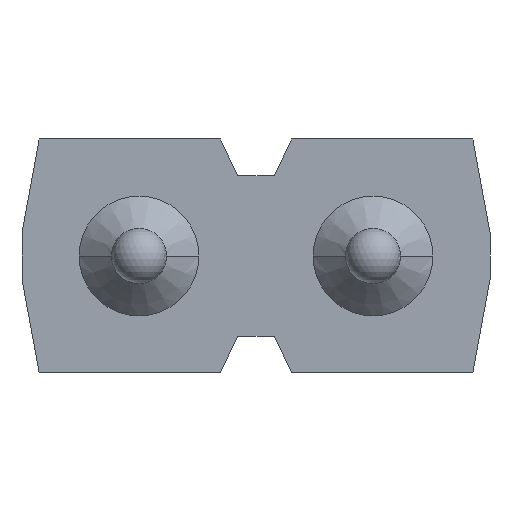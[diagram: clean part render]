
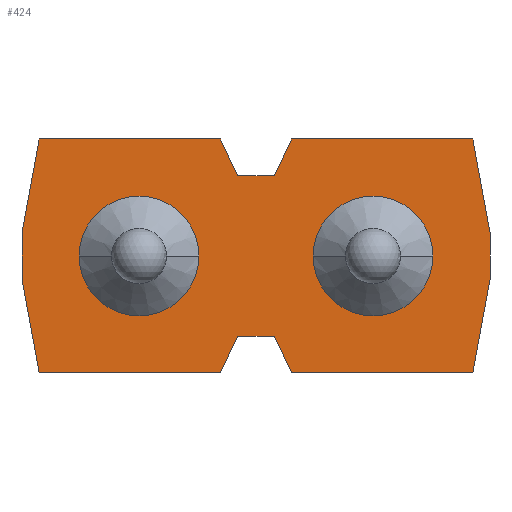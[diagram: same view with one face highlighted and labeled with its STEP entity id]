
A CAD part, front view. The second image highlights one B-rep face of the part: STEP entity #424.
In plain terms, the highlighted planar face has unit normal (0, -1, 0).
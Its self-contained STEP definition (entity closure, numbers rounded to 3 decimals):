
#286=EDGE_CURVE('',#480,#430,#827,.T.);
#292=VERTEX_POINT('',#833);
#304=VERTEX_POINT('',#847);
#338=EDGE_CURVE('',#722,#372,#884,.T.);
#340=EDGE_CURVE('',#304,#430,#886,.T.);
#346=EDGE_CURVE('',#372,#722,#894,.T.);
#354=EDGE_CURVE('',#488,#446,#903,.T.);
#368=VERTEX_POINT('',#918);
#370=EDGE_CURVE('',#784,#526,#920,.T.);
#372=VERTEX_POINT('',#922);
#394=VERTEX_POINT('',#950);
#422=EDGE_CURVE('',#368,#738,#982,.T.);
#424=ADVANCED_FACE('',(#984,#985,#986),#987,.F.);
#430=VERTEX_POINT('',#993);
#442=EDGE_CURVE('',#584,#710,#1006,.T.);
#446=VERTEX_POINT('',#1010);
#464=EDGE_CURVE('',#540,#784,#1029,.T.);
#480=VERTEX_POINT('',#1045);
#488=VERTEX_POINT('',#1053);
#498=EDGE_CURVE('',#540,#516,#1065,.T.);
#516=VERTEX_POINT('',#1083);
#524=EDGE_CURVE('',#516,#292,#1092,.T.);
#526=VERTEX_POINT('',#1094);
#540=VERTEX_POINT('',#1108);
#576=EDGE_CURVE('',#394,#304,#1149,.T.);
#584=VERTEX_POINT('',#1157);
#592=VERTEX_POINT('',#1165);
#608=EDGE_CURVE('',#394,#790,#1183,.T.);
#628=EDGE_CURVE('',#592,#292,#1203,.T.);
#630=EDGE_CURVE('',#446,#698,#1205,.T.);
#658=EDGE_CURVE('',#710,#584,#1236,.T.);
#698=VERTEX_POINT('',#1281);
#710=VERTEX_POINT('',#1294);
#718=EDGE_CURVE('',#488,#480,#1303,.T.);
#722=VERTEX_POINT('',#1307);
#738=VERTEX_POINT('',#1324);
#756=EDGE_CURVE('',#738,#592,#1346,.T.);
#758=EDGE_CURVE('',#526,#790,#1348,.T.);
#784=VERTEX_POINT('',#1375);
#790=VERTEX_POINT('',#1382);
#802=EDGE_CURVE('',#698,#368,#1397,.T.);
#827=LINE('',#1413,#1414);
#833=CARTESIAN_POINT('',(-2.353,0.,1.27));
#847=CARTESIAN_POINT('',(0.387,0.,-1.27));
#884=CIRCLE('',#1494,0.65);
#886=LINE('',#1497,#1498);
#894=CIRCLE('',#1507,0.65);
#903=LINE('',#1517,#1518);
#918=CARTESIAN_POINT('',(0.2,0.,0.87));
#920=LINE('',#1540,#1541);
#922=CARTESIAN_POINT('',(1.92,0.,0.));
#950=CARTESIAN_POINT('',(0.2,0.,-0.87));
#982=LINE('',#1612,#1613);
#984=FACE_BOUND('',#1615,.T.);
#985=FACE_BOUND('',#1616,.T.);
#986=FACE_OUTER_BOUND('',#1617,.T.);
#987=PLANE('',#1618);
#993=CARTESIAN_POINT('',(2.353,0.,-1.27));
#1006=CIRCLE('',#1645,0.65);
#1010=CARTESIAN_POINT('',(2.353,0.,1.27));
#1029=LINE('',#1676,#1677);
#1045=CARTESIAN_POINT('',(2.54,0.,-0.25));
#1053=CARTESIAN_POINT('',(2.54,0.,0.25));
#1065=LINE('',#1725,#1726);
#1083=CARTESIAN_POINT('',(-2.54,0.,0.25));
#1092=LINE('',#1764,#1765);
#1094=CARTESIAN_POINT('',(-0.387,0.,-1.27));
#1108=CARTESIAN_POINT('',(-2.54,0.,-0.25));
#1149=LINE('',#1839,#1840);
#1157=CARTESIAN_POINT('',(-1.92,0.,0.));
#1165=CARTESIAN_POINT('',(-0.387,0.,1.27));
#1183=LINE('',#1882,#1883);
#1203=LINE('',#1912,#1913);
#1205=LINE('',#1916,#1917);
#1236=CIRCLE('',#1958,0.65);
#1281=CARTESIAN_POINT('',(0.387,0.,1.27));
#1294=CARTESIAN_POINT('',(-0.62,0.,0.));
#1303=LINE('',#2042,#2043);
#1307=CARTESIAN_POINT('',(0.62,0.,0.));
#1324=CARTESIAN_POINT('',(-0.2,0.,0.87));
#1346=LINE('',#2099,#2100);
#1348=LINE('',#2103,#2104);
#1375=CARTESIAN_POINT('',(-2.353,0.,-1.27));
#1382=CARTESIAN_POINT('',(-0.2,0.,-0.87));
#1397=LINE('',#2174,#2175);
#1413=CARTESIAN_POINT('',(2.54,0.,-0.25));
#1414=VECTOR('',#2186,1.0);
#1494=AXIS2_PLACEMENT_3D('',#2254,#2255,#2256);
#1497=CARTESIAN_POINT('',(0.387,0.,-1.27));
#1498=VECTOR('',#2257,1.0);
#1507=AXIS2_PLACEMENT_3D('',#2276,#2277,#2278);
#1517=CARTESIAN_POINT('',(2.54,0.,0.25));
#1518=VECTOR('',#2288,1.0);
#1540=CARTESIAN_POINT('',(-2.353,0.,-1.27));
#1541=VECTOR('',#2301,1.0);
#1612=CARTESIAN_POINT('',(0.2,0.,0.87));
#1613=VECTOR('',#2395,1.0);
#1615=EDGE_LOOP('',(#2397,#2398));
#1616=EDGE_LOOP('',(#2399,#2400));
#1617=EDGE_LOOP('',(#2401,#2402,#2403,#2404,#2405,#2406,#2407,#2408,#2409,#2410,#2411,#2412,#2413,#2414,#2415,#2416));
#1618=AXIS2_PLACEMENT_3D('',#2417,#2418,#2419);
#1645=AXIS2_PLACEMENT_3D('',#2439,#2440,#2441);
#1676=CARTESIAN_POINT('',(-2.54,0.,-0.25));
#1677=VECTOR('',#2457,1.0);
#1725=CARTESIAN_POINT('',(-2.54,0.,0.));
#1726=VECTOR('',#2492,1.0);
#1764=CARTESIAN_POINT('',(-2.54,0.,0.25));
#1765=VECTOR('',#2521,1.0);
#1839=CARTESIAN_POINT('',(0.2,0.,-0.87));
#1840=VECTOR('',#2589,1.0);
#1882=CARTESIAN_POINT('',(0.2,0.,-0.87));
#1883=VECTOR('',#2623,1.0);
#1912=CARTESIAN_POINT('',(-0.387,0.,1.27));
#1913=VECTOR('',#2633,1.0);
#1916=CARTESIAN_POINT('',(2.353,0.,1.27));
#1917=VECTOR('',#2634,1.0);
#1958=AXIS2_PLACEMENT_3D('',#2677,#2678,#2679);
#2042=CARTESIAN_POINT('',(2.54,0.0,0.0));
#2043=VECTOR('',#2760,1.0);
#2099=CARTESIAN_POINT('',(-0.2,0.,0.87));
#2100=VECTOR('',#2817,1.0);
#2103=CARTESIAN_POINT('',(-0.387,0.,-1.27));
#2104=VECTOR('',#2818,1.0);
#2174=CARTESIAN_POINT('',(0.387,0.,1.27));
#2175=VECTOR('',#2885,1.0);
#2186=DIRECTION('',(-0.18,0.,-0.984));
#2254=CARTESIAN_POINT('',(1.27,0.0,0.0));
#2255=DIRECTION('',(-0.0,1.0,0.));
#2256=DIRECTION('',(1.0,0.0,0.0));
#2257=DIRECTION('',(1.0,0.0,0.0));
#2276=CARTESIAN_POINT('',(1.27,0.0,0.0));
#2277=DIRECTION('',(-0.0,1.0,0.));
#2278=DIRECTION('',(1.0,0.0,0.0));
#2288=DIRECTION('',(-0.18,0.,0.984));
#2301=DIRECTION('',(1.0,0.0,0.0));
#2395=DIRECTION('',(-1.0,0.0,0.0));
#2397=ORIENTED_EDGE('',*,*,#338,.T.);
#2398=ORIENTED_EDGE('',*,*,#346,.T.);
#2399=ORIENTED_EDGE('',*,*,#442,.T.);
#2400=ORIENTED_EDGE('',*,*,#658,.T.);
#2401=ORIENTED_EDGE('',*,*,#756,.T.);
#2402=ORIENTED_EDGE('',*,*,#628,.T.);
#2403=ORIENTED_EDGE('',*,*,#524,.F.);
#2404=ORIENTED_EDGE('',*,*,#498,.F.);
#2405=ORIENTED_EDGE('',*,*,#464,.T.);
#2406=ORIENTED_EDGE('',*,*,#370,.T.);
#2407=ORIENTED_EDGE('',*,*,#758,.T.);
#2408=ORIENTED_EDGE('',*,*,#608,.F.);
#2409=ORIENTED_EDGE('',*,*,#576,.T.);
#2410=ORIENTED_EDGE('',*,*,#340,.T.);
#2411=ORIENTED_EDGE('',*,*,#286,.F.);
#2412=ORIENTED_EDGE('',*,*,#718,.F.);
#2413=ORIENTED_EDGE('',*,*,#354,.T.);
#2414=ORIENTED_EDGE('',*,*,#630,.T.);
#2415=ORIENTED_EDGE('',*,*,#802,.T.);
#2416=ORIENTED_EDGE('',*,*,#422,.T.);
#2417=CARTESIAN_POINT('',(-1.352,0.,0.));
#2418=DIRECTION('',(-0.0,1.0,0.));
#2419=DIRECTION('',(1.0,0.0,0.0));
#2439=CARTESIAN_POINT('',(-1.27,0.0,0.0));
#2440=DIRECTION('',(-0.0,1.0,0.));
#2441=DIRECTION('',(1.0,0.0,0.0));
#2457=DIRECTION('',(0.18,0.,-0.984));
#2492=DIRECTION('',(0.0,0.,1.0));
#2521=DIRECTION('',(0.18,0.,0.984));
#2589=DIRECTION('',(0.423,0.,-0.906));
#2623=DIRECTION('',(-1.0,0.,0.));
#2633=DIRECTION('',(-1.0,0.0,0.0));
#2634=DIRECTION('',(-1.0,0.0,0.0));
#2677=CARTESIAN_POINT('',(-1.27,0.0,0.0));
#2678=DIRECTION('',(-0.0,1.0,0.));
#2679=DIRECTION('',(1.0,0.0,0.0));
#2760=DIRECTION('',(0.0,0.,-1.0));
#2817=DIRECTION('',(-0.423,0.,0.906));
#2818=DIRECTION('',(0.423,0.,0.906));
#2885=DIRECTION('',(-0.423,0.,-0.906));
